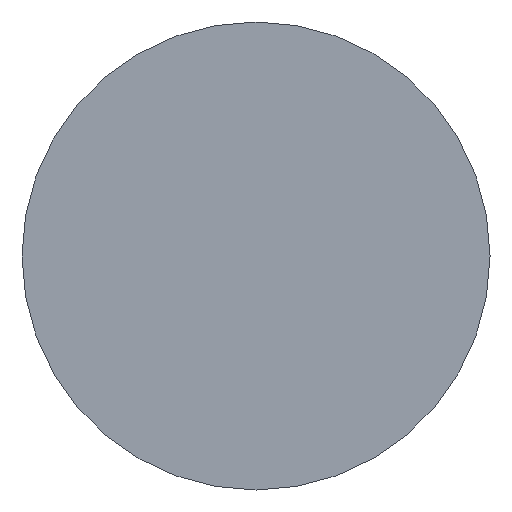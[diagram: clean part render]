
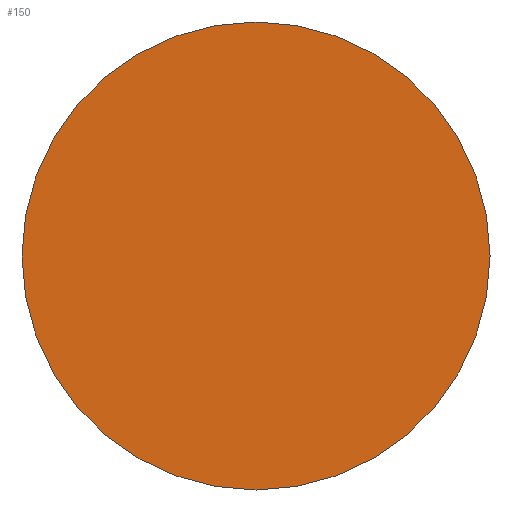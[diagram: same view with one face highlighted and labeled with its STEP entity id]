
A CAD part, front view. The second image highlights one B-rep face of the part: STEP entity #150.
In plain terms, the highlighted planar face has unit normal (0, -1, 0).
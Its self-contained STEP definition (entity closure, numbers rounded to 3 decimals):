
#13 = CIRCLE ( 'NONE', #103, 12.5 ) ;
#41 = CARTESIAN_POINT ( 'NONE',  ( 0., 0., 12.5 ) ) ;
#57 = AXIS2_PLACEMENT_3D ( 'NONE', #128, #181, #592 ) ;
#67 = CARTESIAN_POINT ( 'NONE',  ( 0., 0., -12.5 ) ) ;
#72 = EDGE_CURVE ( 'NONE', #455, #223, #13, .T. ) ;
#103 = AXIS2_PLACEMENT_3D ( 'NONE', #511, #155, #300 ) ;
#128 = CARTESIAN_POINT ( 'NONE',  ( 0., 0., 0. ) ) ;
#150 = ADVANCED_FACE ( 'NONE', ( #184 ), #251, .T. ) ;
#155 = DIRECTION ( 'NONE',  ( 0., -1., 0. ) ) ;
#181 = DIRECTION ( 'NONE',  ( 0., -1., 0. ) ) ;
#184 = FACE_OUTER_BOUND ( 'NONE', #206, .T. ) ;
#206 = EDGE_LOOP ( 'NONE', ( #353, #519 ) ) ;
#223 = VERTEX_POINT ( 'NONE', #41 ) ;
#251 = PLANE ( 'NONE',  #370 ) ;
#296 = CARTESIAN_POINT ( 'NONE',  ( 0., 0., 0. ) ) ;
#300 = DIRECTION ( 'NONE',  ( 0., 0., -1. ) ) ;
#353 = ORIENTED_EDGE ( 'NONE', *, *, #72, .T. ) ;
#370 = AXIS2_PLACEMENT_3D ( 'NONE', #296, #454, #456 ) ;
#454 = DIRECTION ( 'NONE',  ( 0., -1., 0. ) ) ;
#455 = VERTEX_POINT ( 'NONE', #67 ) ;
#456 = DIRECTION ( 'NONE',  ( 0., 0., -1. ) ) ;
#511 = CARTESIAN_POINT ( 'NONE',  ( 0., 0., 0. ) ) ;
#519 = ORIENTED_EDGE ( 'NONE', *, *, #578, .T. ) ;
#578 = EDGE_CURVE ( 'NONE', #223, #455, #596, .T. ) ;
#592 = DIRECTION ( 'NONE',  ( 0., 0., -1. ) ) ;
#596 = CIRCLE ( 'NONE', #57, 12.5 ) ;
